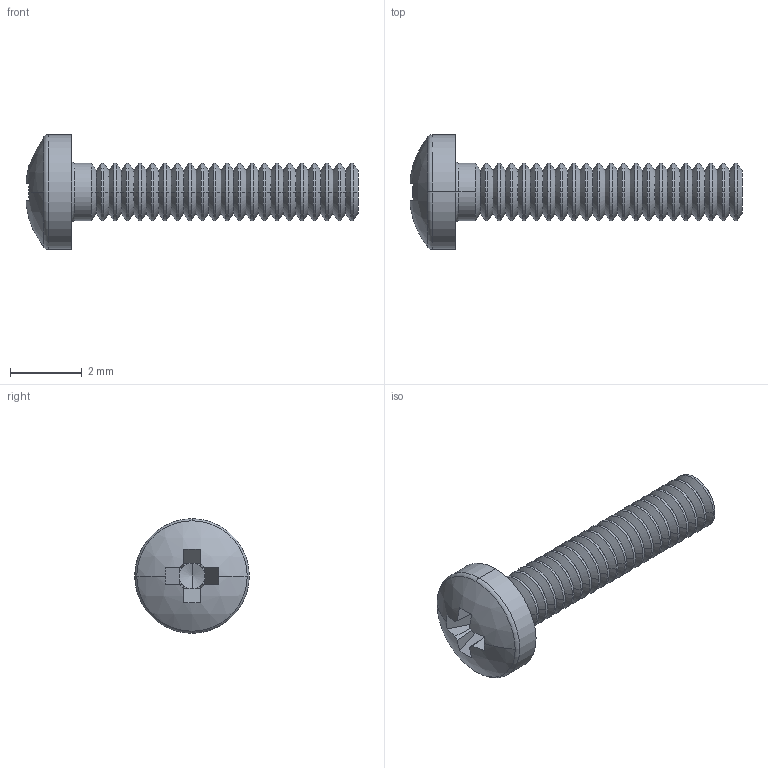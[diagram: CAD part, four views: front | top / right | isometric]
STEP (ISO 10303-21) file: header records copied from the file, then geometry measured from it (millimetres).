
FILE_DESCRIPTION (( 'STEP AP203' ), '1' );
FILE_NAME ('ISO 7045 - M1.6 x 8 - Z --- 8S_ISO 7045 - M1.6 x 8 - Z --- 8S_sldprt.STEP', '2018-07-06T17:53:28', ( '' ), ( '' ), 'SwSTEP 2.0', 'SolidWorks 2014', '' );
FILE_SCHEMA (( 'CONFIG_CONTROL_DESIGN' ));
Length unit declared in the file: millimetre
Products named in the file (1): ISO 7045 - M1.6 x 8 - Z --- 8S_ISO 7045 - M1.6 x 8 - Z --- 8S_sldprt
Bounding box: 9.27 x 3.2 x 3.2 mm (x, y, z)
Volume: 20.8 mm3; surface area: 82.2 mm2
Topology: 1 solids, 1 shells, 171 faces, 444 edges, 274 vertices
Faces by surface type: cone 97, cylinder 46, plane 22, torus 4, sphere 2
Entity records: 5375 total; most frequent: DIRECTION 1043, CARTESIAN_POINT 927, ORIENTED_EDGE 884, AXIS2_PLACEMENT_3D 442, EDGE_CURVE 442, VERTEX_POINT 274, CIRCLE 270, EDGE_LOOP 172
